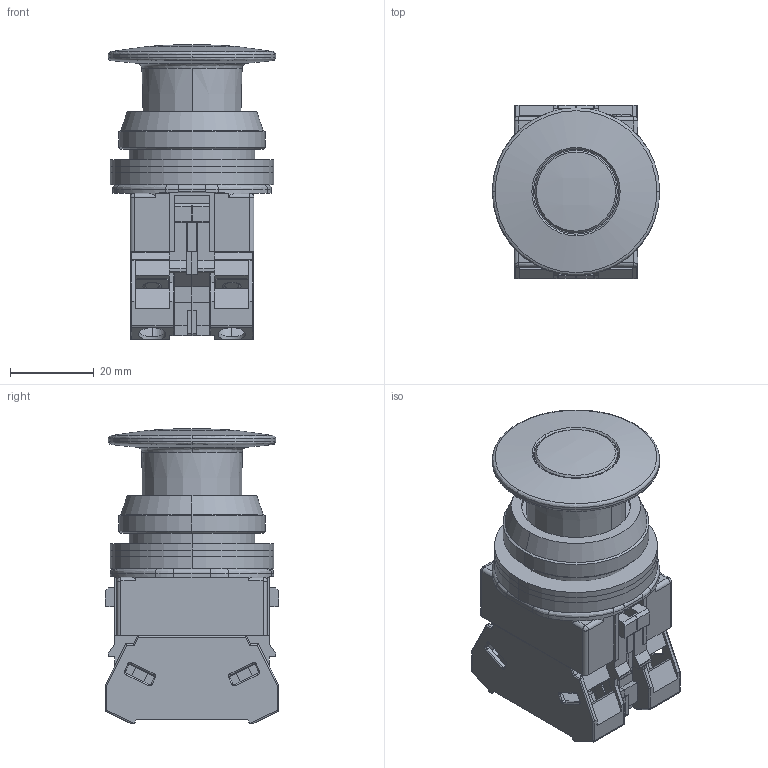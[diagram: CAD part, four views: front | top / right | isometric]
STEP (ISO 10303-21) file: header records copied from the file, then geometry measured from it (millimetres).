
FILE_DESCRIPTION (( 'STEP AP203' ), '1' );
FILE_NAME ('OUTSIDE-AZN3.STEP', '2017-05-30T08:30:00', ( '' ), ( '' ), 'SwSTEP 2.0', 'SolidWorks 2014', '' );
FILE_SCHEMA (( 'CONFIG_CONTROL_DESIGN' ));
Length unit declared in the file: millimetre
Products named in the file (7): OUTSIDE-AZN3; OUTSIDE-AYD3BN-※; OUTSIDE-OG-11; OUTSIDE-OW-12; OUTSIDE-HW-U; OUTSIDE-TWT-JV-BODY; OUTSIDE-OW-11
Assembly tree (8 placements, depth 2):
  OUTSIDE-AZN3
    OUTSIDE-TWT-JV-BODY
    OUTSIDE-AYD3BN-※
    OUTSIDE-OW-12
    OUTSIDE-OW-11  x2
    OUTSIDE-OG-11
    OUTSIDE-HW-U  x2
Bounding box: 40 x 41.4 x 70.41 mm (x, y, z)
Volume: 64305.4 mm3; surface area: 26651 mm2
Topology: 8 solids, 8 shells, 721 faces, 1938 edges, 1242 vertices
Faces by surface type: plane 407, cylinder 188, bspline 104, cone 22
Entity records: 16178 total; most frequent: CARTESIAN_POINT 4541, ORIENTED_EDGE 2368, DIRECTION 2154, EDGE_CURVE 1184, VECTOR 786, LINE 786, VERTEX_POINT 762, AXIS2_PLACEMENT_3D 684
